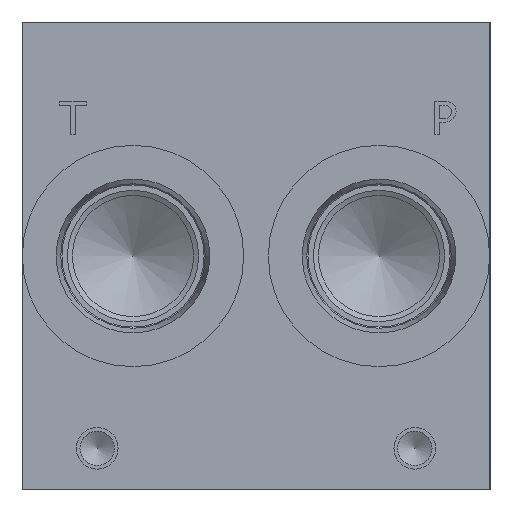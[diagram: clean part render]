
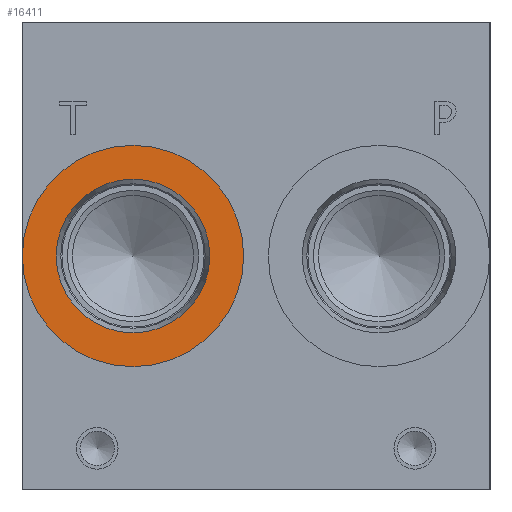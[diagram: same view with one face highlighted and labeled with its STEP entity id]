
A CAD part, left-side view. The second image highlights one B-rep face of the part: STEP entity #16411.
In plain terms, the highlighted planar face has unit normal (-1, 0, 0).
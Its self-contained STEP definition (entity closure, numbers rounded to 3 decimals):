
#530=CIRCLE('',#17214,21.019);
#531=CIRCLE('',#17215,21.019);
#532=CIRCLE('',#17217,14.592);
#533=CIRCLE('',#17218,14.592);
#1335=FACE_BOUND('',#3006,.T.);
#2056=FACE_OUTER_BOUND('',#3005,.T.);
#3005=EDGE_LOOP('',(#13657,#13658));
#3006=EDGE_LOOP('',(#13659,#13660));
#7428=VERTEX_POINT('',#27616);
#7429=VERTEX_POINT('',#27618);
#7430=VERTEX_POINT('',#27622);
#7431=VERTEX_POINT('',#27623);
#9605=EDGE_CURVE('',#7428,#7429,#530,.T.);
#9606=EDGE_CURVE('',#7429,#7428,#531,.T.);
#9607=EDGE_CURVE('',#7430,#7431,#532,.T.);
#9608=EDGE_CURVE('',#7431,#7430,#533,.T.);
#13657=ORIENTED_EDGE('',*,*,#9606,.F.);
#13658=ORIENTED_EDGE('',*,*,#9605,.F.);
#13659=ORIENTED_EDGE('',*,*,#9607,.T.);
#13660=ORIENTED_EDGE('',*,*,#9608,.T.);
#15138=PLANE('',#17216);
#16411=ADVANCED_FACE('',(#2056,#1335),#15138,.F.);
#17214=AXIS2_PLACEMENT_3D('',#27619,#20222,#20223);
#17215=AXIS2_PLACEMENT_3D('',#27620,#20224,#20225);
#17216=AXIS2_PLACEMENT_3D('',#27621,#20226,#20227);
#17217=AXIS2_PLACEMENT_3D('',#27624,#20228,#20229);
#17218=AXIS2_PLACEMENT_3D('',#27625,#20230,#20231);
#20222=DIRECTION('center_axis',(1.,0.,0.));
#20223=DIRECTION('ref_axis',(0.,0.,-1.));
#20224=DIRECTION('center_axis',(1.,0.,0.));
#20225=DIRECTION('ref_axis',(0.,0.,-1.));
#20226=DIRECTION('center_axis',(1.,0.,0.));
#20227=DIRECTION('ref_axis',(0.,0.,-1.));
#20228=DIRECTION('center_axis',(1.,0.,0.));
#20229=DIRECTION('ref_axis',(0.,0.,-1.));
#20230=DIRECTION('center_axis',(1.,0.,0.));
#20231=DIRECTION('ref_axis',(0.,0.,-1.));
#27616=CARTESIAN_POINT('',(0.787,67.818,23.432));
#27618=CARTESIAN_POINT('',(0.787,67.818,65.469));
#27619=CARTESIAN_POINT('Origin',(0.787,67.818,44.45));
#27620=CARTESIAN_POINT('Origin',(0.787,67.818,44.45));
#27621=CARTESIAN_POINT('Origin',(0.787,67.818,59.042));
#27622=CARTESIAN_POINT('',(0.787,67.818,59.042));
#27623=CARTESIAN_POINT('',(0.787,67.818,29.858));
#27624=CARTESIAN_POINT('Origin',(0.787,67.818,44.45));
#27625=CARTESIAN_POINT('Origin',(0.787,67.818,44.45));
